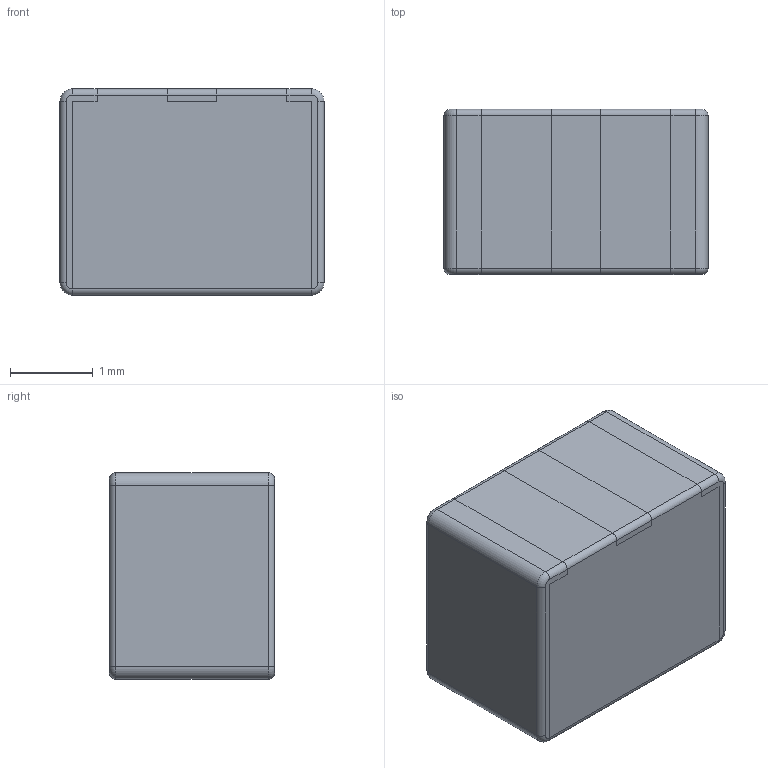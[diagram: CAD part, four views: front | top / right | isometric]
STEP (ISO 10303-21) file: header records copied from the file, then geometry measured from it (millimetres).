
FILE_DESCRIPTION (( 'STEP AP214' ), '1' );
FILE_NAME ('ACF321825-223-TD01.STEP', '2023-12-27T21:21:15', ( '' ), ( '' ), 'SwSTEP 2.0', 'SolidWorks 2021', '' );
FILE_SCHEMA (( 'AUTOMOTIVE_DESIGN' ));
Length unit declared in the file: millimetre
Products named in the file (1): ACF321825-223-TD01
Bounding box: 3.2 x 2 x 2.5 mm (x, y, z)
Volume: 15.9 mm3; surface area: 63.5 mm2
Topology: 4 solids, 4 shells, 62 faces, 150 edges, 96 vertices
Faces by surface type: plane 34, cylinder 20, torus 8
Entity records: 1871 total; most frequent: DIRECTION 328, CARTESIAN_POINT 309, ORIENTED_EDGE 300, EDGE_CURVE 150, AXIS2_PLACEMENT_3D 115, VECTOR 98, LINE 98, VERTEX_POINT 96
